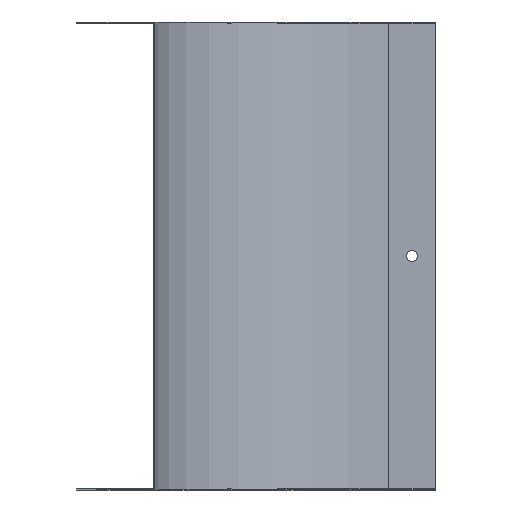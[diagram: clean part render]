
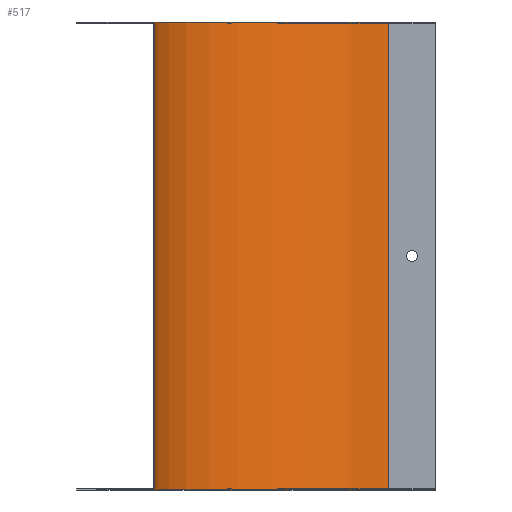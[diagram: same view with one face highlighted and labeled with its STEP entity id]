
A CAD part, front view. The second image highlights one B-rep face of the part: STEP entity #517.
In plain terms, the highlighted cylindrical face has radius 150 mm (diameter 300 mm), a partial arc.
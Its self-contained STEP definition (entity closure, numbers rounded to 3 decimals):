
#68 = VERTEX_POINT ( 'NONE', #374 ) ;
#79 = VERTEX_POINT ( 'NONE', #400 ) ;
#92 = VERTEX_POINT ( 'NONE', #387 ) ;
#106 = VERTEX_POINT ( 'NONE', #406 ) ;
#139 = EDGE_LOOP ( 'NONE', ( #437, #438, #425, #429 ) ) ;
#194 = AXIS2_PLACEMENT_3D ( 'NONE', #1106, #1097, #1096 ) ;
#206 = AXIS2_PLACEMENT_3D ( 'NONE', #1225, #1256, #1144 ) ;
#240 = EDGE_CURVE ( 'NONE', #92, #106, #534, .T. ) ;
#266 = EDGE_CURVE ( 'NONE', #68, #79, #786, .T. ) ;
#275 = EDGE_CURVE ( 'NONE', #68, #92, #761, .T. ) ;
#292 = EDGE_CURVE ( 'NONE', #79, #106, #728, .T. ) ;
#374 = CARTESIAN_POINT ( 'NONE',  ( 50., 30., 0.8 ) ) ;
#387 = CARTESIAN_POINT ( 'NONE',  ( 200., 180., 0.8 ) ) ;
#400 = CARTESIAN_POINT ( 'NONE',  ( 50., 30., -299.2 ) ) ;
#406 = CARTESIAN_POINT ( 'NONE',  ( 200., 180., -299.2 ) ) ;
#425 = ORIENTED_EDGE ( 'NONE', *, *, #240, .F. ) ;
#429 = ORIENTED_EDGE ( 'NONE', *, *, #275, .F. ) ;
#437 = ORIENTED_EDGE ( 'NONE', *, *, #266, .T. ) ;
#438 = ORIENTED_EDGE ( 'NONE', *, *, #292, .T. ) ;
#517 = ADVANCED_FACE ( 'NONE', ( #936 ), #945, .F. ) ;
#529 = VECTOR ( 'NONE', #814, 1000. ) ;
#534 = LINE ( 'NONE', #848, #529 ) ;
#619 = AXIS2_PLACEMENT_3D ( 'NONE', #655, #650, #654 ) ;
#650 = DIRECTION ( 'NONE',  ( 0., 0., -1. ) ) ;
#654 = DIRECTION ( 'NONE',  ( -1., 0., 0. ) ) ;
#655 = CARTESIAN_POINT ( 'NONE',  ( 200., 30., 0.8 ) ) ;
#728 = CIRCLE ( 'NONE', #194, 150. ) ;
#761 = CIRCLE ( 'NONE', #206, 150. ) ;
#773 = VECTOR ( 'NONE', #826, 1000. ) ;
#786 = LINE ( 'NONE', #833, #773 ) ;
#814 = DIRECTION ( 'NONE',  ( 0., 0., -1. ) ) ;
#826 = DIRECTION ( 'NONE',  ( 0., 0., -1. ) ) ;
#833 = CARTESIAN_POINT ( 'NONE',  ( 50., 30., 0.8 ) ) ;
#848 = CARTESIAN_POINT ( 'NONE',  ( 200., 180., 0.8 ) ) ;
#936 = FACE_OUTER_BOUND ( 'NONE', #139, .T. ) ;
#945 = CYLINDRICAL_SURFACE ( 'NONE', #619, 150. ) ;
#1096 = DIRECTION ( 'NONE',  ( 1., 0., 0. ) ) ;
#1097 = DIRECTION ( 'NONE',  ( 0., 0., -1. ) ) ;
#1106 = CARTESIAN_POINT ( 'NONE',  ( 200., 30., -299.2 ) ) ;
#1144 = DIRECTION ( 'NONE',  ( 1., 0., 0. ) ) ;
#1225 = CARTESIAN_POINT ( 'NONE',  ( 200., 30., 0.8 ) ) ;
#1256 = DIRECTION ( 'NONE',  ( 0., 0., -1. ) ) ;
